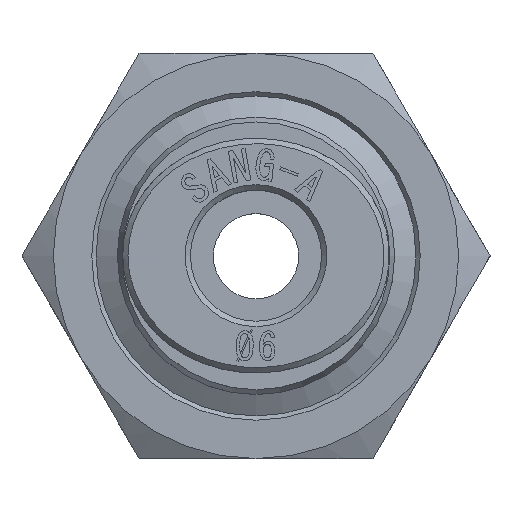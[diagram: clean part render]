
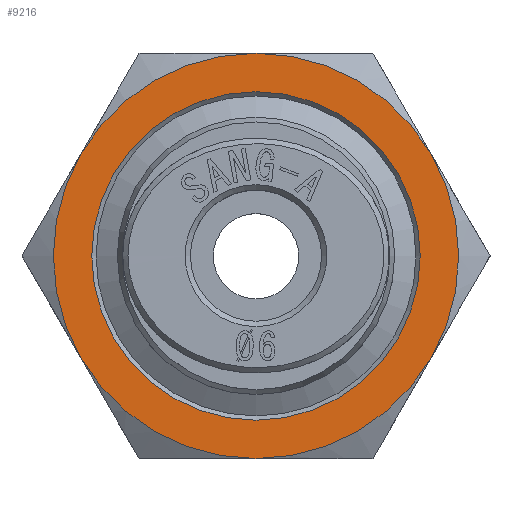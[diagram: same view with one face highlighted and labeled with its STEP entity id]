
A CAD part, top view. The second image highlights one B-rep face of the part: STEP entity #9216.
In plain terms, the highlighted planar face has unit normal (0, 0, 1).
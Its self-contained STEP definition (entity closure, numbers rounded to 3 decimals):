
#9140=CARTESIAN_POINT('',(7.7,0.,4.0));
#9141=VERTEX_POINT('',#9140);
#9142=CARTESIAN_POINT('',(0.0,0.0,4.0));
#9143=DIRECTION('',(0.0,0.0,1.0));
#9144=DIRECTION('',(-1.0,0.0,0.0));
#9145=AXIS2_PLACEMENT_3D('',#9142,#9143,#9144);
#9146=CIRCLE('',#9145,7.7);
#9147=EDGE_CURVE('',#9141,#9141,#9146,.T.);
#9152=CARTESIAN_POINT('',(0.,0.,4.0));
#9153=DIRECTION('',(0.0,0.0,1.0));
#9154=DIRECTION('',(1.0,0.0,0.0));
#9155=AXIS2_PLACEMENT_3D('',#9152,#9153,#9154);
#9156=PLANE('',#9155);
#9157=CARTESIAN_POINT('',(8.227,-4.75,4.0));
#9158=VERTEX_POINT('',#9157);
#9159=CARTESIAN_POINT('',(8.227,4.75,4.0));
#9160=VERTEX_POINT('',#9159);
#9161=CARTESIAN_POINT('',(0.0,0.0,4.0));
#9162=DIRECTION('',(0.0,0.0,1.0));
#9163=DIRECTION('',(-1.0,0.0,0.0));
#9164=AXIS2_PLACEMENT_3D('',#9161,#9162,#9163);
#9165=CIRCLE('',#9164,9.5);
#9166=EDGE_CURVE('',#9158,#9160,#9165,.T.);
#9167=ORIENTED_EDGE('',*,*,#9166,.T.);
#9168=CARTESIAN_POINT('',(0.,9.5,4.0));
#9169=VERTEX_POINT('',#9168);
#9170=CARTESIAN_POINT('',(0.0,0.0,4.0));
#9171=DIRECTION('',(0.0,0.0,1.0));
#9172=DIRECTION('',(-1.0,0.0,0.0));
#9173=AXIS2_PLACEMENT_3D('',#9170,#9171,#9172);
#9174=CIRCLE('',#9173,9.5);
#9175=EDGE_CURVE('',#9160,#9169,#9174,.T.);
#9176=ORIENTED_EDGE('',*,*,#9175,.T.);
#9177=CARTESIAN_POINT('',(-8.227,4.75,4.0));
#9178=VERTEX_POINT('',#9177);
#9179=CARTESIAN_POINT('',(0.0,0.0,4.0));
#9180=DIRECTION('',(0.0,0.0,1.0));
#9181=DIRECTION('',(-1.0,0.0,0.0));
#9182=AXIS2_PLACEMENT_3D('',#9179,#9180,#9181);
#9183=CIRCLE('',#9182,9.5);
#9184=EDGE_CURVE('',#9169,#9178,#9183,.T.);
#9185=ORIENTED_EDGE('',*,*,#9184,.T.);
#9186=CARTESIAN_POINT('',(-8.227,-4.75,4.0));
#9187=VERTEX_POINT('',#9186);
#9188=CARTESIAN_POINT('',(0.0,0.0,4.0));
#9189=DIRECTION('',(0.0,0.0,1.0));
#9190=DIRECTION('',(-1.0,0.0,0.0));
#9191=AXIS2_PLACEMENT_3D('',#9188,#9189,#9190);
#9192=CIRCLE('',#9191,9.5);
#9193=EDGE_CURVE('',#9178,#9187,#9192,.T.);
#9194=ORIENTED_EDGE('',*,*,#9193,.T.);
#9195=CARTESIAN_POINT('',(0.,-9.5,4.0));
#9196=VERTEX_POINT('',#9195);
#9197=CARTESIAN_POINT('',(0.0,0.0,4.0));
#9198=DIRECTION('',(0.0,0.0,1.0));
#9199=DIRECTION('',(-1.0,0.0,0.0));
#9200=AXIS2_PLACEMENT_3D('',#9197,#9198,#9199);
#9201=CIRCLE('',#9200,9.5);
#9202=EDGE_CURVE('',#9187,#9196,#9201,.T.);
#9203=ORIENTED_EDGE('',*,*,#9202,.T.);
#9204=CARTESIAN_POINT('',(0.0,0.0,4.0));
#9205=DIRECTION('',(0.0,0.0,1.0));
#9206=DIRECTION('',(-1.0,0.0,0.0));
#9207=AXIS2_PLACEMENT_3D('',#9204,#9205,#9206);
#9208=CIRCLE('',#9207,9.5);
#9209=EDGE_CURVE('',#9196,#9158,#9208,.T.);
#9210=ORIENTED_EDGE('',*,*,#9209,.T.);
#9211=EDGE_LOOP('',(#9167,#9176,#9185,#9194,#9203,#9210));
#9212=FACE_OUTER_BOUND('',#9211,.T.);
#9213=ORIENTED_EDGE('',*,*,#9147,.F.);
#9214=EDGE_LOOP('',(#9213));
#9215=FACE_BOUND('',#9214,.T.);
#9216=ADVANCED_FACE('',(#9212,#9215),#9156,.T.);
